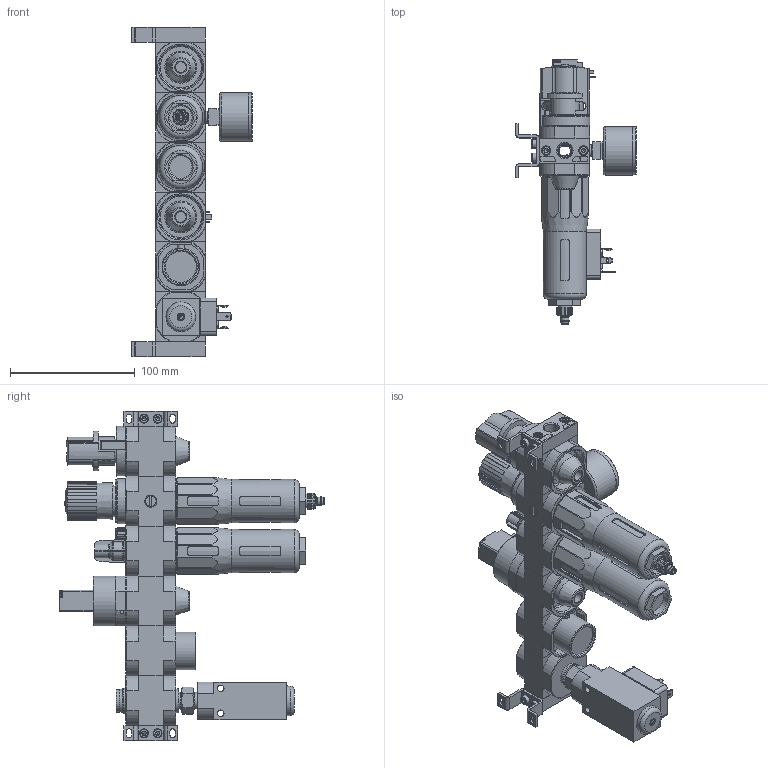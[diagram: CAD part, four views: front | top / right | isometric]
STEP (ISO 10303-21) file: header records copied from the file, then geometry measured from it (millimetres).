
FILE_DESCRIPTION(/* description */ ('STEP AP214'),/* implementation_level */ '2;1');
FILE_NAME(/* name */ '185841_FRC-1_4-D-MINI-KF',/* time_stamp */ '2024-08-28T16:45:11+02:00',/* author */ ('License CC BY-ND 4.0'),/* organization */ ('CADENAS'),/* preprocessor_version */ 'ST-DEVELOPER v19.3',/* originating_system */ 'PARTsolutions',/* authorisation */ ' ');
FILE_SCHEMA (('AUTOMOTIVE_DESIGN {1 0 10303 214 3 1 1}'));
Products named in the file (21): 185841 FRC-1/4-D-MINI-KF; 380289 PBL-1/4-D-MINI-L---(1) p1; DIN-912 - M4x16(F); 159638 HFOE-D-MINI-P1; DIN-912 - M4x8(F); 380291 PBL-1/4-D-MINI-R---(0) p1; 360720 HE-MINI; 355622 FRB-D-MINI; 123587 LFR-D-MINI--(0); 8003637 PAGN-40-16-G18; 373845 LR-MINI; 648415 LF; 123582 LOE-D-MINI; 746236 HEE-D-MINI-24; 364665 MSEB-3-24V-D; 360726 HEL-MINI; 724703 FRM-...-D-MINI; 151521 ESK-1/4-1/4; 175250 PEV-1/4-B-OD; DIN-908 G1/4A; 531772 OK-1/4
Assembly tree (36 placements, depth 2):
  185841 FRC-1/4-D-MINI-KF
    380289 PBL-1/4-D-MINI-L---(1) p1
    DIN-912 - M4x16(F)  x4
    159638 HFOE-D-MINI-P1  x2
    DIN-912 - M4x8(F)  x4
    380291 PBL-1/4-D-MINI-R---(0) p1
    360720 HE-MINI
    355622 FRB-D-MINI  x10
    123587 LFR-D-MINI--(0)
    8003637 PAGN-40-16-G18
    373845 LR-MINI
    648415 LF
    123582 LOE-D-MINI
    746236 HEE-D-MINI-24
    364665 MSEB-3-24V-D
    360726 HEL-MINI
    724703 FRM-...-D-MINI
    151521 ESK-1/4-1/4
    175250 PEV-1/4-B-OD
    DIN-908 G1/4A
    531772 OK-1/4
Bounding box: 96.75 x 212 x 264 mm (x, y, z)
Volume: 776716.5 mm3; surface area: 201111.2 mm2
Topology: 36 solids, 37 shells, 2293 faces, 5731 edges, 3655 vertices
Faces by surface type: plane 1207, cylinder 648, cone 338, torus 82, sphere 18
Full cylindrical faces by diameter (mm): 1.65 x4, 2.013 x1, 2.459 x1, 2.5 x1, 2.9 x10, 3 x2, 3.2 x1, 3.242 x18, 3.6 x1, 3.8 x4, 4 x20, 4.3 x5, 4.5 x1, 5 x2, 5.2 x10, 5.3 x2, 5.4 x1, 5.5 x2, 5.6 x4, 6 x17, 6.2 x1, 6.4 x1, 6.8 x1, 6.9 x1, 6.93 x1, 7 x8, 7.1 x1, 7.9 x1, 8 x4, 8.2 x5
Entity records: 70476 total; most frequent: CARTESIAN_POINT 12036, DIRECTION 9849, ORIENTED_EDGE 9356, EDGE_CURVE 4678, AXIS2_PLACEMENT_3D 3745, VERTEX_POINT 3232, FACE_BOUND 2570, EDGE_LOOP 2556
